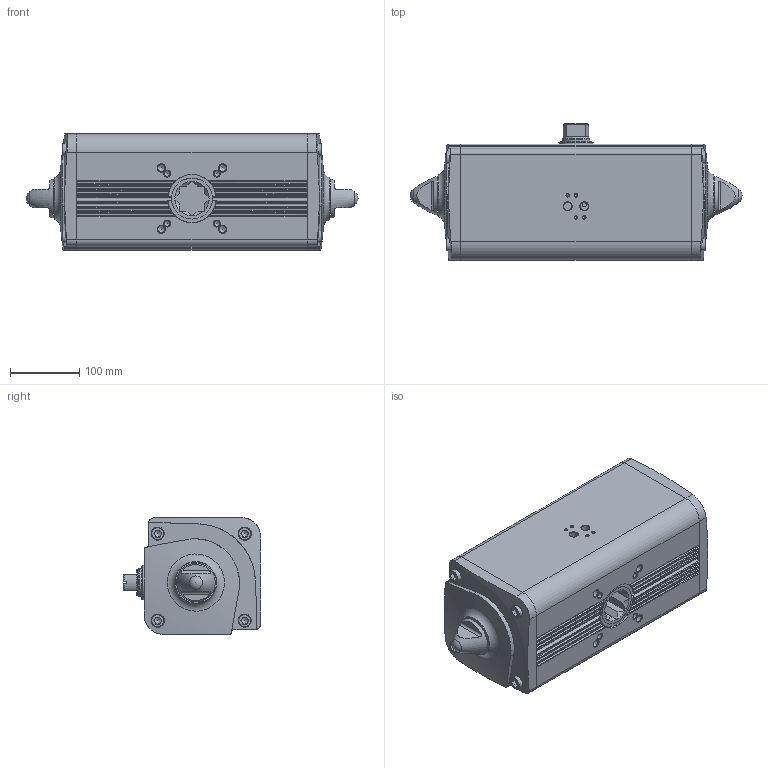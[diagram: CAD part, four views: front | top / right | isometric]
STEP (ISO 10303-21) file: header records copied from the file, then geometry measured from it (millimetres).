
FILE_DESCRIPTION(/* description */ ('Unknown'),/* implementation_level */ '2;1');
FILE_NAME(/* name */ 'DA15',/* time_stamp */ '2022-08-11T13:03:27+02:00',/* author */ ('Unknown'),/* organization */ ('Unknown'),/* preprocessor_version */ 'ST-DEVELOPER v16.7',/* originating_system */ 'Solid Edge',/* authorisation */ 'Unknown');
FILE_SCHEMA (('AUTOMOTIVE_DESIGN {1 0 10303 214 3 1 1}'));
Length unit declared in the file: millimetre
Products named in the file (2): DA_960_F10_F12; _DAN0960411S_new
Assembly tree (1 placements, depth 2):
  DA_960_F10_F12
    _DAN0960411S_new
Bounding box: 479.4 x 198 x 168 mm (x, y, z)
Volume: 10220879.4 mm3; surface area: 410592.6 mm2
Topology: 1 solids, 1 shells, 466 faces, 1192 edges, 761 vertices
Faces by surface type: plane 240, cylinder 125, cone 72, torus 27, sphere 2
Full cylindrical faces by diameter (mm): 2.5 x2, 4.134 x8, 4.917 x1, 6 x1, 8.376 x4, 10.106 x4, 11.445 x2, 18 x8, 40 x1, 50 x1, 53 x1, 59 x1, 119.59 x2
Entity records: 16815 total; most frequent: CARTESIAN_POINT 2933, DIRECTION 2178, ORIENTED_EDGE 2042, EDGE_CURVE 1021, AXIS2_PLACEMENT_3D 823, VERTEX_POINT 734, FACE_BOUND 647, EDGE_LOOP 622
